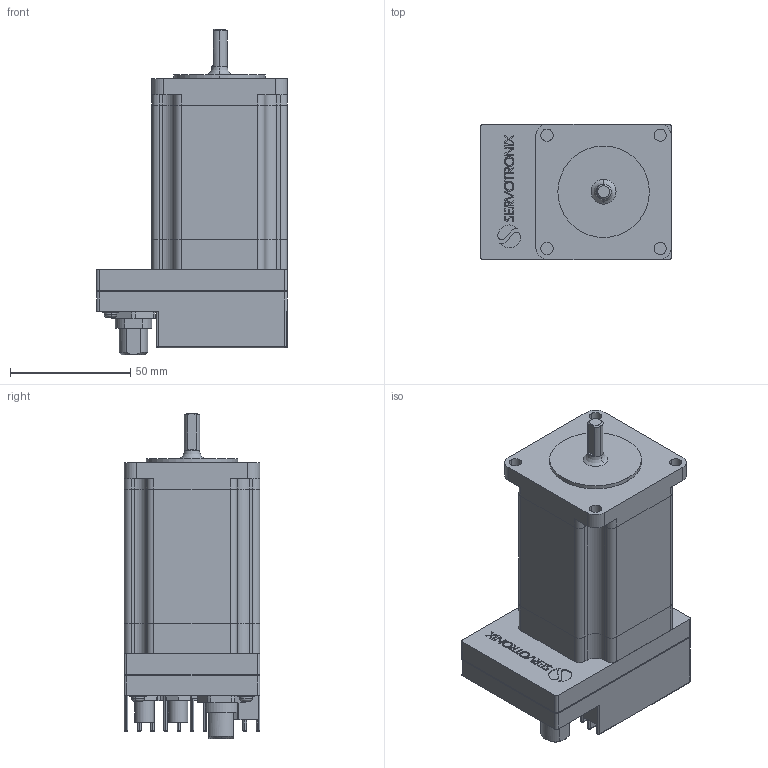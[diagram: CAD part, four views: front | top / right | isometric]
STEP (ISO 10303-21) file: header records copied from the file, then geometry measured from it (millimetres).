
FILE_DESCRIPTION (( 'STEP AP203' ), '1' );
FILE_NAME ('stepIM_IST-23M16CO10-0.STEP', '2016-04-03T10:30:26', ( 'owner' ), ( '' ), 'SwSTEP 2.0', 'SolidWorks 2013', '' );
FILE_SCHEMA (( 'CONFIG_CONTROL_DESIGN' ));
Length unit declared in the file: millimetre
Products named in the file (1): stepIM_IST-23M16CO10-0
Bounding box: 79.4 x 56.4 x 135.6 mm (x, y, z)
Volume: 331230.6 mm3; surface area: 83536.8 mm2
Topology: 25 solids, 29 shells, 1203 faces, 2940 edges, 1908 vertices
Faces by surface type: cylinder 513, plane 487, torus 82, bspline 77, cone 40, sphere 4
Entity records: 36266 total; most frequent: CARTESIAN_POINT 7180, DIRECTION 6247, ORIENTED_EDGE 5880, EDGE_CURVE 2940, AXIS2_PLACEMENT_3D 2351, VERTEX_POINT 1908, VECTOR 1545, LINE 1545
